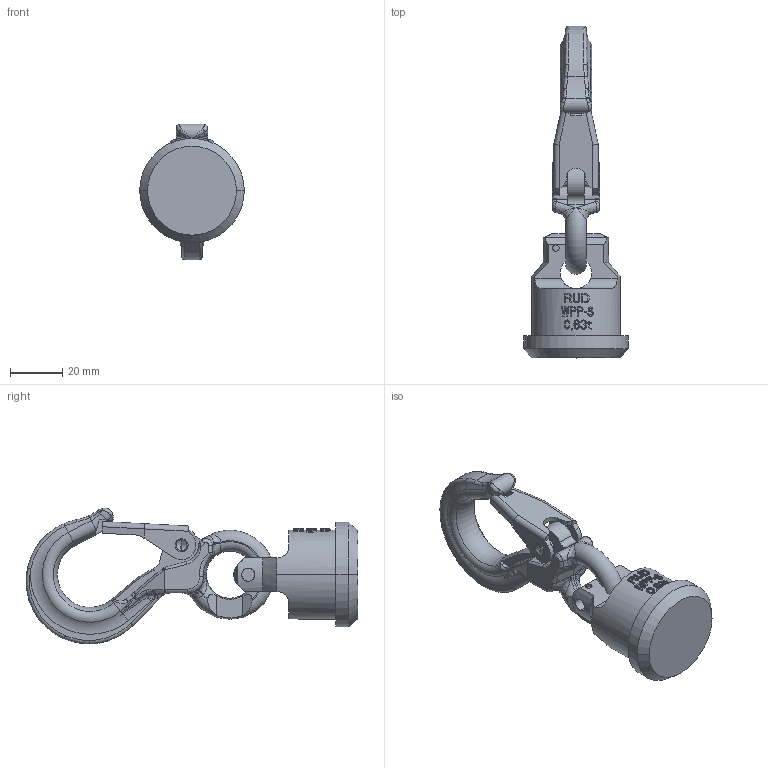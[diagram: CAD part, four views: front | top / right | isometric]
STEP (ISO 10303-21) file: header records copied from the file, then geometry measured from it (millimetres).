
FILE_DESCRIPTION((''),'2;1');
FILE_NAME('001-M31440-P22_ASM','2004-10-11T',('Haas'),(''),'PRO/ENGINEER BY PARAMETRIC TECHNOLOGY CORPORATION, 2003450','PRO/ENGINEER BY PARAMETRIC TECHNOLOGY CORPORATION, 2003450','');
FILE_SCHEMA(('CONFIG_CONTROL_DESIGN'));
Length unit declared in the file: millimetre
Products named in the file (6): 001-M31440-006; 001-M31440-013; 001-M31569-P-1; 001-M31567-P-1; 001-M31569-P-1_ASM; 001-M31440-P22_ASM
Assembly tree (5 placements, depth 3):
  001-M31440-P22_ASM
    001-M31440-006
    001-M31440-013
    001-M31569-P-1_ASM
      001-M31569-P-1
      001-M31567-P-1
Bounding box: 40 x 126.99 x 51.99 mm (x, y, z)
Volume: 52056.6 mm3; surface area: 18497.4 mm2
Topology: 4 solids, 4 shells, 730 faces, 1944 edges, 1243 vertices
Faces by surface type: plane 462, cylinder 117, bspline 103, torus 28, cone 14, sphere 6
Entity records: 26754 total; most frequent: CARTESIAN_POINT 10104, ORIENTED_EDGE 3880, DIRECTION 2840, EDGE_CURVE 1940, VERTEX_POINT 1243, AXIS2_PLACEMENT_3D 1058, B_SPLINE_CURVE_WITH_KNOTS 798, EDGE_LOOP 763
